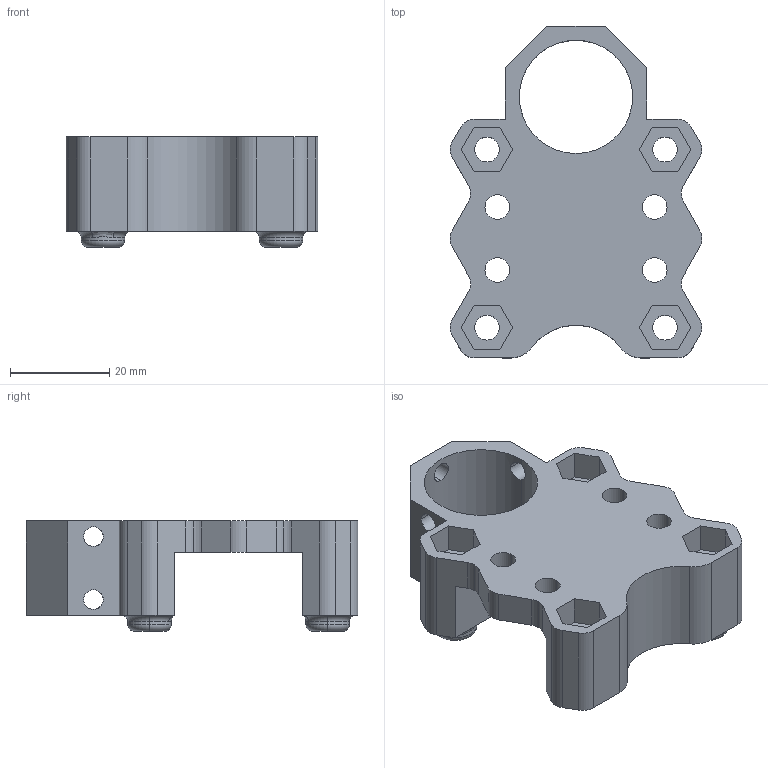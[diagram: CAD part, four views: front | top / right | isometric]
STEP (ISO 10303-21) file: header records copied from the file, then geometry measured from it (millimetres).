
FILE_DESCRIPTION (( 'STEP AP214' ), '1' );
FILE_NAME ('HYPEBlock to Protopipe Adapter.STEP', '2021-04-13T21:45:15', ( '' ), ( '' ), 'SwSTEP 2.0', 'SolidWorks 2020', '' );
FILE_SCHEMA (( 'AUTOMOTIVE_DESIGN' ));
Length unit declared in the file: inch
Products named in the file (1): HYPEBlock to Protopipe Adapter
Bounding box: 50.8 x 66.92 x 22.23 mm (x, y, z)
Volume: 23729.5 mm3; surface area: 12528.6 mm2
Topology: 1 solids, 1 shells, 139 faces, 391 edges, 254 vertices
Faces by surface type: cylinder 60, plane 59, torus 18, bspline 2
Entity records: 5005 total; most frequent: CARTESIAN_POINT 1231, DIRECTION 793, ORIENTED_EDGE 782, EDGE_CURVE 391, AXIS2_PLACEMENT_3D 288, VERTEX_POINT 254, LINE 217, VECTOR 217
